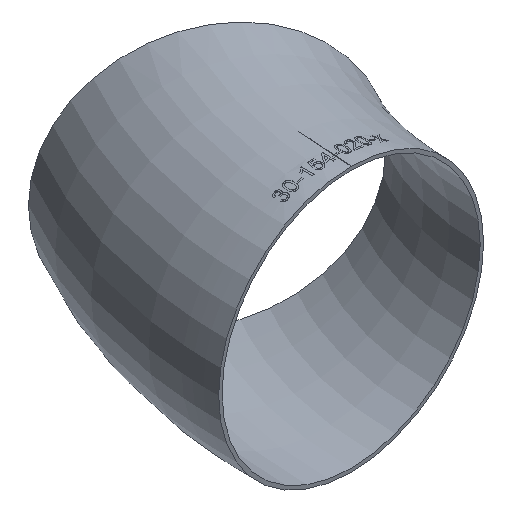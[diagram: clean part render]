
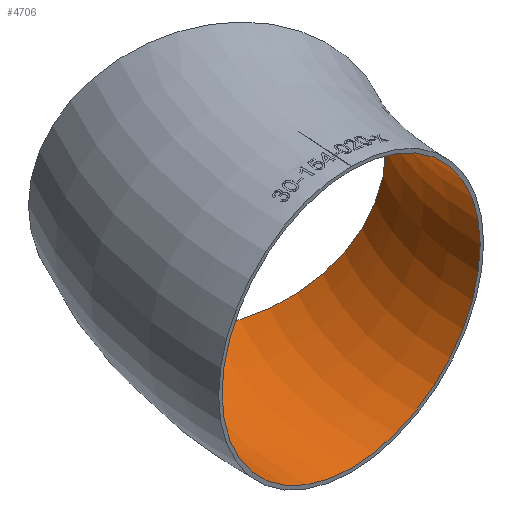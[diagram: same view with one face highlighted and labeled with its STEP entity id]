
A CAD part, isometric view. The second image highlights one B-rep face of the part: STEP entity #4706.
In plain terms, the highlighted toroidal (fillet/blend) face has major radius 225 mm and minor radius 75 mm.
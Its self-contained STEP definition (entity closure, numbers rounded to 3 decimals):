
#1068 = FACE_OUTER_BOUND ( 'NONE', #19033, .T. ) ;
#2263 = EDGE_CURVE ( 'NONE', #2988, #2988, #14755, .T. ) ;
#2988 = VERTEX_POINT ( 'NONE', #12103 ) ;
#2997 = EDGE_CURVE ( 'NONE', #10207, #10207, #17153, .T. ) ;
#3307 = CARTESIAN_POINT ( 'NONE',  ( 0., 0., 0. ) ) ;
#3615 = DIRECTION ( 'NONE',  ( 0.5, 0.866, 0. ) ) ;
#4706 = ADVANCED_FACE ( 'NONE', ( #10054, #1068 ), #7228, .F. ) ;
#4944 = ORIENTED_EDGE ( 'NONE', *, *, #2997, .T. ) ;
#7228 = TOROIDAL_SURFACE ( 'NONE', #20474, 225., 75. ) ;
#9203 = DIRECTION ( 'NONE',  ( 0., 0., 1. ) ) ;
#10054 = FACE_OUTER_BOUND ( 'NONE', #22241, .T. ) ;
#10207 = VERTEX_POINT ( 'NONE', #17672 ) ;
#10486 = DIRECTION ( 'NONE',  ( -0.866, 0.5, 0. ) ) ;
#10832 = CARTESIAN_POINT ( 'NONE',  ( -194.856, 112.5, 0. ) ) ;
#10959 = CARTESIAN_POINT ( 'NONE',  ( -225., 0., 0. ) ) ;
#11818 = ORIENTED_EDGE ( 'NONE', *, *, #2263, .F. ) ;
#12103 = CARTESIAN_POINT ( 'NONE',  ( -225., 0., 75. ) ) ;
#14755 = CIRCLE ( 'NONE', #18169, 75. ) ;
#15382 = DIRECTION ( 'NONE',  ( 0., 0., -1. ) ) ;
#17153 = CIRCLE ( 'NONE', #21723, 75. ) ;
#17672 = CARTESIAN_POINT ( 'NONE',  ( -259.808, 150., 0. ) ) ;
#18169 = AXIS2_PLACEMENT_3D ( 'NONE', #10959, #20437, #9203 ) ;
#19033 = EDGE_LOOP ( 'NONE', ( #11818 ) ) ;
#20437 = DIRECTION ( 'NONE',  ( 0., 1., 0. ) ) ;
#20474 = AXIS2_PLACEMENT_3D ( 'NONE', #3307, #15382, #23195 ) ;
#21723 = AXIS2_PLACEMENT_3D ( 'NONE', #10832, #3615, #10486 ) ;
#22241 = EDGE_LOOP ( 'NONE', ( #4944 ) ) ;
#23195 = DIRECTION ( 'NONE',  ( -1., 0., 0. ) ) ;
